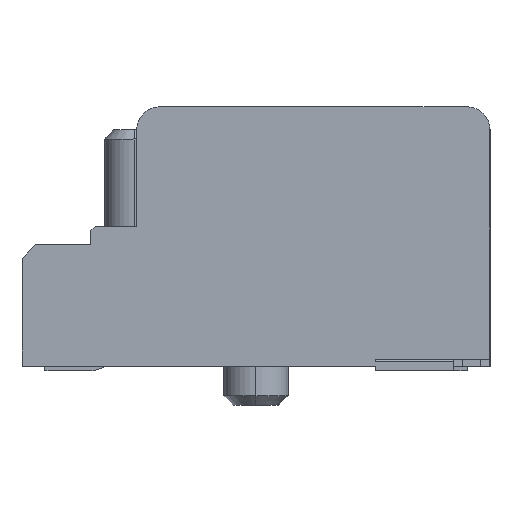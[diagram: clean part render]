
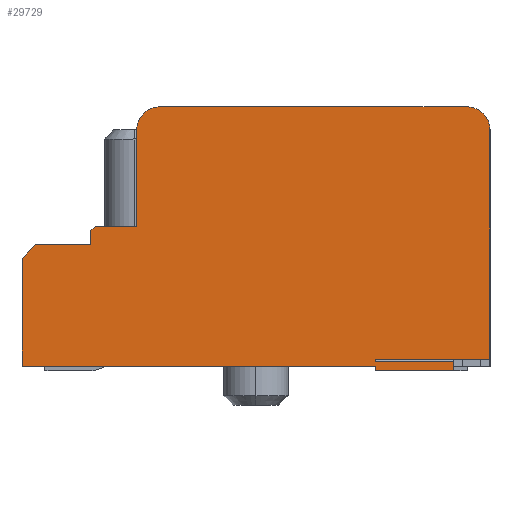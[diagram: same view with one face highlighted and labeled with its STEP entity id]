
A CAD part, left-side view. The second image highlights one B-rep face of the part: STEP entity #29729.
In plain terms, the highlighted planar face has unit normal (-1, 0, 0).
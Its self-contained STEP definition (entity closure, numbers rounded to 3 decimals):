
#1=DIRECTION('',(0.,0.,1.));
#2=VECTOR('',#1,0.05);
#3=CARTESIAN_POINT('',(-11.15,2.5,0.1));
#4=LINE('',#3,#2);
#5=DIRECTION('',(0.,-1.,0.));
#6=VECTOR('',#5,1.7);
#7=CARTESIAN_POINT('',(-11.15,2.5,0.1));
#8=LINE('',#7,#6);
#9=DIRECTION('',(0.,1.,0.));
#10=VECTOR('',#9,7.7);
#11=CARTESIAN_POINT('',(-11.15,2.5,0.));
#12=LINE('',#11,#10);
#13=DIRECTION('',(0.,0.,1.));
#14=VECTOR('',#13,2.35);
#15=CARTESIAN_POINT('',(-11.15,10.2,0.));
#16=LINE('',#15,#14);
#17=DIRECTION('',(0.,-0.707,0.707));
#18=VECTOR('',#17,0.424);
#19=CARTESIAN_POINT('',(-11.15,10.2,2.35));
#20=LINE('',#19,#18);
#21=DIRECTION('',(0.,-1.,0.));
#22=VECTOR('',#21,1.2);
#23=CARTESIAN_POINT('',(-11.15,9.9,2.65));
#24=LINE('',#23,#22);
#25=DIRECTION('',(0.,0.,1.));
#26=VECTOR('',#25,0.3);
#27=CARTESIAN_POINT('',(-11.15,8.7,2.65));
#28=LINE('',#27,#26);
#29=DIRECTION('',(0.,-0.707,0.707));
#30=VECTOR('',#29,0.141);
#31=CARTESIAN_POINT('',(-11.15,8.7,2.95));
#32=LINE('',#31,#30);
#33=DIRECTION('',(0.,-1.,0.));
#34=VECTOR('',#33,0.9);
#35=CARTESIAN_POINT('',(-11.15,8.6,3.05));
#36=LINE('',#35,#34);
#37=DIRECTION('',(0.,0.,1.));
#38=VECTOR('',#37,2.1);
#39=CARTESIAN_POINT('',(-11.15,7.7,3.05));
#40=LINE('',#39,#38);
#41=CARTESIAN_POINT('',(-11.15,7.2,5.15));
#42=DIRECTION('',(-1.,0.,0.));
#43=DIRECTION('',(0.,0.,1.));
#44=AXIS2_PLACEMENT_3D('',#41,#42,#43);
#46=DIRECTION('',(0.,-1.,0.));
#47=VECTOR('',#46,6.7);
#48=CARTESIAN_POINT('',(-11.15,7.2,5.65));
#49=LINE('',#48,#47);
#50=CARTESIAN_POINT('',(-11.15,0.5,5.15));
#51=DIRECTION('',(-1.,0.,0.));
#52=DIRECTION('',(0.,-1.,0.));
#53=AXIS2_PLACEMENT_3D('',#50,#51,#52);
#55=DIRECTION('',(0.,0.,-1.));
#56=VECTOR('',#55,5.);
#57=CARTESIAN_POINT('',(-11.15,0.,5.15));
#58=LINE('',#57,#56);
#59=DIRECTION('',(0.,1.,0.));
#60=VECTOR('',#59,2.5);
#61=CARTESIAN_POINT('',(-11.15,0.,0.15));
#62=LINE('',#61,#60);
#85=DIRECTION('',(0.,0.,-1.));
#86=VECTOR('',#85,0.1);
#87=CARTESIAN_POINT('',(-11.15,2.5,0.));
#88=LINE('',#87,#86);
#1369=DIRECTION('',(0.,0.,-1.));
#1370=VECTOR('',#1369,0.2);
#1371=CARTESIAN_POINT('',(-11.15,0.8,0.1));
#1372=LINE('',#1371,#1370);
#22590=DIRECTION('',(0.,-1.,0.));
#22591=VECTOR('',#22590,1.7);
#22592=CARTESIAN_POINT('',(-11.15,2.5,-0.1));
#22593=LINE('',#22592,#22591);
#22594=CARTESIAN_POINT('',(-11.15,10.2,0.));
#22595=CARTESIAN_POINT('',(-11.15,10.2,2.35));
#22596=VERTEX_POINT('',#22594);
#22597=VERTEX_POINT('',#22595);
#22598=CARTESIAN_POINT('',(-11.15,9.9,2.65));
#22599=CARTESIAN_POINT('',(-11.15,8.7,2.65));
#22600=VERTEX_POINT('',#22598);
#22601=VERTEX_POINT('',#22599);
#22602=CARTESIAN_POINT('',(-11.15,8.7,2.95));
#22603=VERTEX_POINT('',#22602);
#22604=CARTESIAN_POINT('',(-11.15,8.6,3.05));
#22605=CARTESIAN_POINT('',(-11.15,7.7,3.05));
#22606=VERTEX_POINT('',#22604);
#22607=VERTEX_POINT('',#22605);
#22716=CARTESIAN_POINT('',(-11.15,0.,0.15));
#22717=CARTESIAN_POINT('',(-11.15,2.5,0.15));
#22718=VERTEX_POINT('',#22716);
#22719=VERTEX_POINT('',#22717);
#28203=CARTESIAN_POINT('',(-11.15,7.7,5.15));
#28205=VERTEX_POINT('',#28203);
#28207=CARTESIAN_POINT('',(-11.15,7.2,5.65));
#28209=VERTEX_POINT('',#28207);
#28218=CARTESIAN_POINT('',(-11.15,0.5,5.65));
#28219=VERTEX_POINT('',#28218);
#28228=CARTESIAN_POINT('',(-11.15,0.,5.15));
#28229=VERTEX_POINT('',#28228);
#28310=CARTESIAN_POINT('',(-11.15,2.5,-0.1));
#28312=VERTEX_POINT('',#28310);
#28319=CARTESIAN_POINT('',(-11.15,0.8,0.1));
#28321=VERTEX_POINT('',#28319);
#28322=CARTESIAN_POINT('',(-11.15,0.8,-0.1));
#28323=VERTEX_POINT('',#28322);
#28334=CARTESIAN_POINT('',(-11.15,2.5,0.));
#28336=VERTEX_POINT('',#28334);
#28364=CARTESIAN_POINT('',(-11.15,2.5,0.1));
#28365=VERTEX_POINT('',#28364);
#29686=CARTESIAN_POINT('',(-11.15,0.,0.));
#29687=DIRECTION('',(1.,0.,0.));
#29688=DIRECTION('',(0.,1.,0.));
#29689=AXIS2_PLACEMENT_3D('',#29686,#29687,#29688);
#29690=PLANE('',#29689);
#29692=ORIENTED_EDGE('',*,*,#29691,.F.);
#29694=ORIENTED_EDGE('',*,*,#29693,.T.);
#29696=ORIENTED_EDGE('',*,*,#29695,.T.);
#29698=ORIENTED_EDGE('',*,*,#29697,.F.);
#29700=ORIENTED_EDGE('',*,*,#29699,.F.);
#29702=ORIENTED_EDGE('',*,*,#29701,.T.);
#29704=ORIENTED_EDGE('',*,*,#29703,.T.);
#29706=ORIENTED_EDGE('',*,*,#29705,.T.);
#29708=ORIENTED_EDGE('',*,*,#29707,.T.);
#29710=ORIENTED_EDGE('',*,*,#29709,.T.);
#29712=ORIENTED_EDGE('',*,*,#29711,.T.);
#29714=ORIENTED_EDGE('',*,*,#29713,.T.);
#29716=ORIENTED_EDGE('',*,*,#29715,.T.);
#29718=ORIENTED_EDGE('',*,*,#29717,.F.);
#29720=ORIENTED_EDGE('',*,*,#29719,.T.);
#29722=ORIENTED_EDGE('',*,*,#29721,.F.);
#29724=ORIENTED_EDGE('',*,*,#29723,.T.);
#29726=ORIENTED_EDGE('',*,*,#29725,.T.);
#29727=EDGE_LOOP('',(#29692,#29694,#29696,#29698,#29700,#29702,#29704,#29706,
#29708,#29710,#29712,#29714,#29716,#29718,#29720,#29722,#29724,#29726));
#29728=FACE_OUTER_BOUND('',#29727,.F.);
#29729=ADVANCED_FACE('',(#29728),#29690,.F.);
#45=CIRCLE('',#44,0.5);
#54=CIRCLE('',#53,0.5);
#29691=EDGE_CURVE('',#28365,#22719,#4,.T.);
#29693=EDGE_CURVE('',#28365,#28321,#8,.T.);
#29695=EDGE_CURVE('',#28321,#28323,#1372,.T.);
#29697=EDGE_CURVE('',#28312,#28323,#22593,.T.);
#29699=EDGE_CURVE('',#28336,#28312,#88,.T.);
#29701=EDGE_CURVE('',#28336,#22596,#12,.T.);
#29703=EDGE_CURVE('',#22596,#22597,#16,.T.);
#29705=EDGE_CURVE('',#22597,#22600,#20,.T.);
#29707=EDGE_CURVE('',#22600,#22601,#24,.T.);
#29709=EDGE_CURVE('',#22601,#22603,#28,.T.);
#29711=EDGE_CURVE('',#22603,#22606,#32,.T.);
#29713=EDGE_CURVE('',#22606,#22607,#36,.T.);
#29715=EDGE_CURVE('',#22607,#28205,#40,.T.);
#29717=EDGE_CURVE('',#28209,#28205,#45,.T.);
#29719=EDGE_CURVE('',#28209,#28219,#49,.T.);
#29721=EDGE_CURVE('',#28229,#28219,#54,.T.);
#29723=EDGE_CURVE('',#28229,#22718,#58,.T.);
#29725=EDGE_CURVE('',#22718,#22719,#62,.T.);
